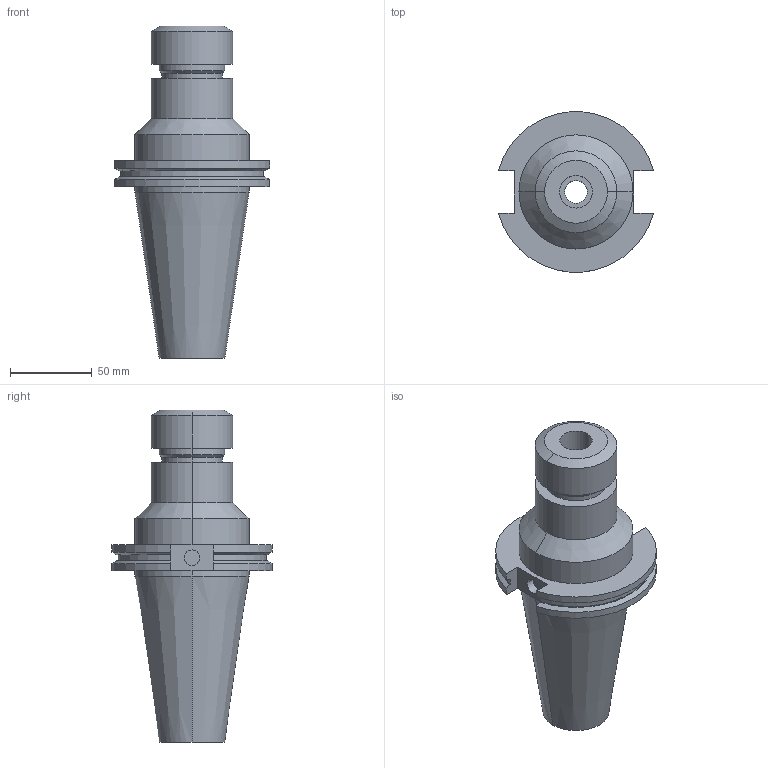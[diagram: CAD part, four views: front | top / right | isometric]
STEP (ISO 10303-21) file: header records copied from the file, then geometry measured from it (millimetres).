
FILE_DESCRIPTION (( 'STEP AP203' ), '1' );
FILE_NAME ('STP-22311-AD+B.STEP', '2020-06-29T08:18:56', ( '' ), ( '' ), 'SwSTEP 2.0', 'SolidWorks 2017', '' );
FILE_SCHEMA (( 'CONFIG_CONTROL_DESIGN' ));
Length unit declared in the file: millimetre
Products named in the file (1): STP-22311-AD+B
Bounding box: 94.95 x 98.05 x 203.2 mm (x, y, z)
Volume: 498379.7 mm3; surface area: 62227.6 mm2
Topology: 1 solids, 1 shells, 67 faces, 152 edges, 94 vertices
Faces by surface type: cylinder 30, plane 19, cone 18
Entity records: 1969 total; most frequent: DIRECTION 350, CARTESIAN_POINT 338, ORIENTED_EDGE 304, EDGE_CURVE 152, AXIS2_PLACEMENT_3D 138, VERTEX_POINT 94, EDGE_LOOP 76, LINE 74
